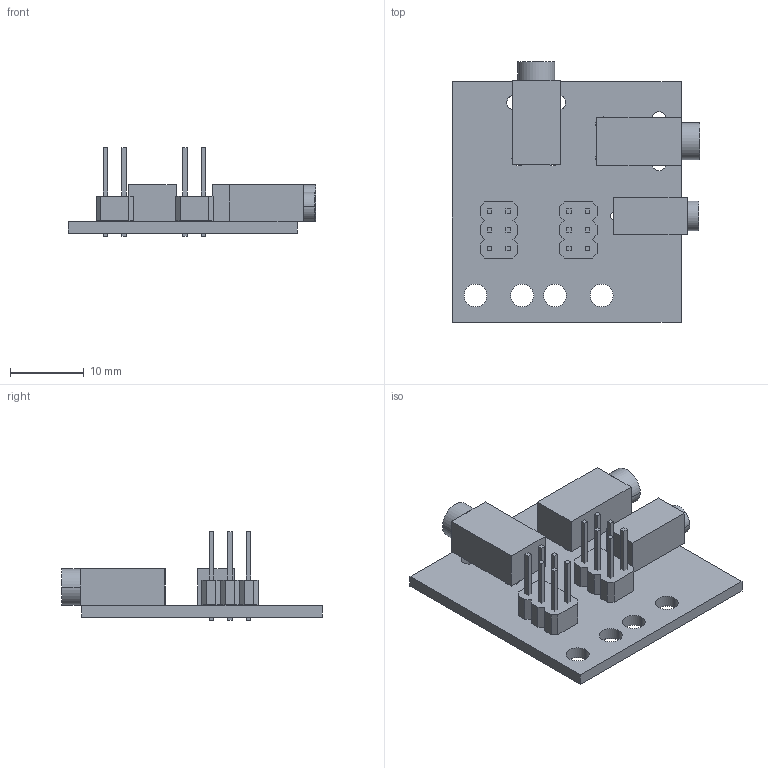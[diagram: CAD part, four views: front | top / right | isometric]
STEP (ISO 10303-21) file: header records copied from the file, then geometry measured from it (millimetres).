
FILE_DESCRIPTION (( 'STEP AP214' ), '1' );
FILE_NAME ('Platine', '', ( '' ), ( '' ), 'STEP 3.0', 'TARGET 3001!', '' );
FILE_SCHEMA (( 'AUTOMOTIVE_DESIGN' ));
Length unit declared in the file: millimetre
Products named in the file (28): Platine; Board_assembly; Board; PadsAndTracks_assembly; PadsAndTracks_GND_Audio_assembly; PadsAndTracks_GND_Audio; PadsAndTracks_Speaker_assembly; PadsAndTracks_Speaker; PadsAndTracks_GND_Mic_assembly; PadsAndTracks_GND_Mic; PadsAndTracks_Sig$14_assembly; PadsAndTracks_Sig$14; PadsAndTracks_Sig$15_assembly; PadsAndTracks_Sig$15; PadsAndTracks_4_assembly; PadsAndTracks_4; PadsAndTracks_free_assembly; PadsAndTracks_free; K1_assembly; K1; K2_assembly; K2; K3_assembly; K3; K4_assembly; K4; K5_assembly; K5
Assembly tree (27 placements, depth 4):
  Platine
    Board_assembly
      Board
    PadsAndTracks_assembly
      PadsAndTracks_GND_Audio_assembly
        PadsAndTracks_GND_Audio
      PadsAndTracks_Speaker_assembly
        PadsAndTracks_Speaker
      PadsAndTracks_GND_Mic_assembly
        PadsAndTracks_GND_Mic
      PadsAndTracks_Sig$14_assembly
        PadsAndTracks_Sig$14
      PadsAndTracks_Sig$15_assembly
        PadsAndTracks_Sig$15
      PadsAndTracks_4_assembly
        PadsAndTracks_4
      PadsAndTracks_free_assembly
        PadsAndTracks_free
    K1_assembly
      K1
    K2_assembly
      K2
    K3_assembly
      K3
    K4_assembly
      K4
    K5_assembly
      K5
Bounding box: 33.64 x 35.39 x 12 mm (x, y, z)
Volume: 2942.7 mm3; surface area: 5495.1 mm2
Topology: 78 solids, 78 shells, 1159 faces, 3009 edges, 2006 vertices
Faces by surface type: plane 1029, cylinder 130
Entity records: 29404 total; most frequent: ORIENTED_EDGE 6018, DIRECTION 3904, EDGE_CURVE 3009, LINE 2749, VECTOR 2684, CARTESIAN_POINT 2137, VERTEX_POINT 2006, EDGE_LOOP 1301
